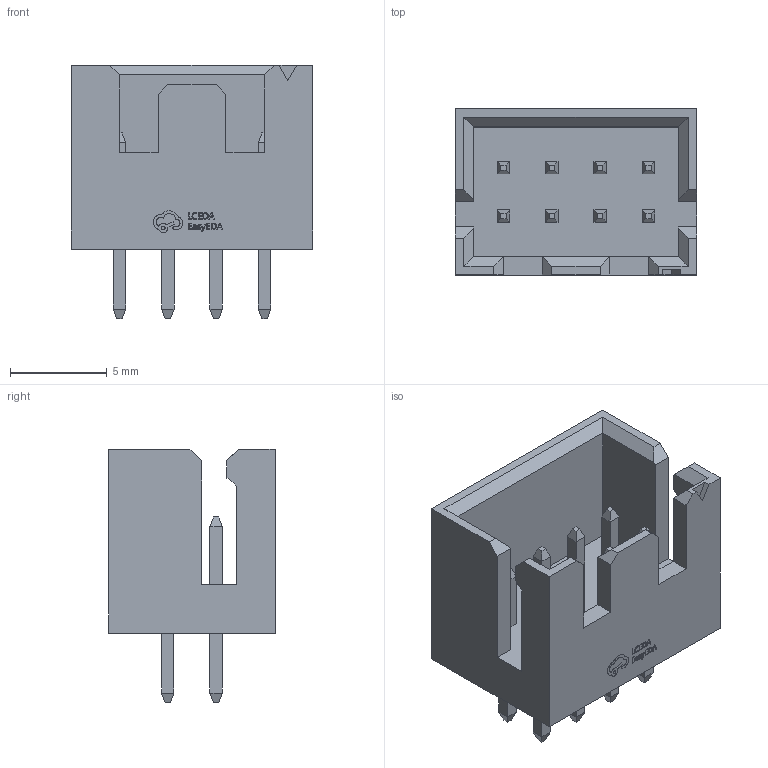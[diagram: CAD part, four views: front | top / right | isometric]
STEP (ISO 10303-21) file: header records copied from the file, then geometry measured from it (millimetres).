
FILE_DESCRIPTION (( 'STEP AP214' ), '1' );
FILE_NAME ('CONN-TH_XD-XHD-2-4A.STEP', '2024-08-11T09:14:59', ( '' ), ( '' ), 'SwSTEP 2.0', 'SolidWorks 2020', '' );
FILE_SCHEMA (( 'AUTOMOTIVE_DESIGN' ));
Length unit declared in the file: millimetre
Products named in the file (1): CONN-TH_XD-XHD-2-4A
Bounding box: 12.5 x 8.61 x 13.1 mm (x, y, z)
Volume: 498.6 mm3; surface area: 934.6 mm2
Topology: 1 solids, 1 shells, 419 faces, 1074 edges, 692 vertices
Faces by surface type: plane 321, bspline 98
Entity records: 17587 total; most frequent: CARTESIAN_POINT 3492, ORIENTED_EDGE 2148, DIRECTION 1518, EDGE_CURVE 1074, VECTOR 874, LINE 874, VERTEX_POINT 692, EDGE_LOOP 454
